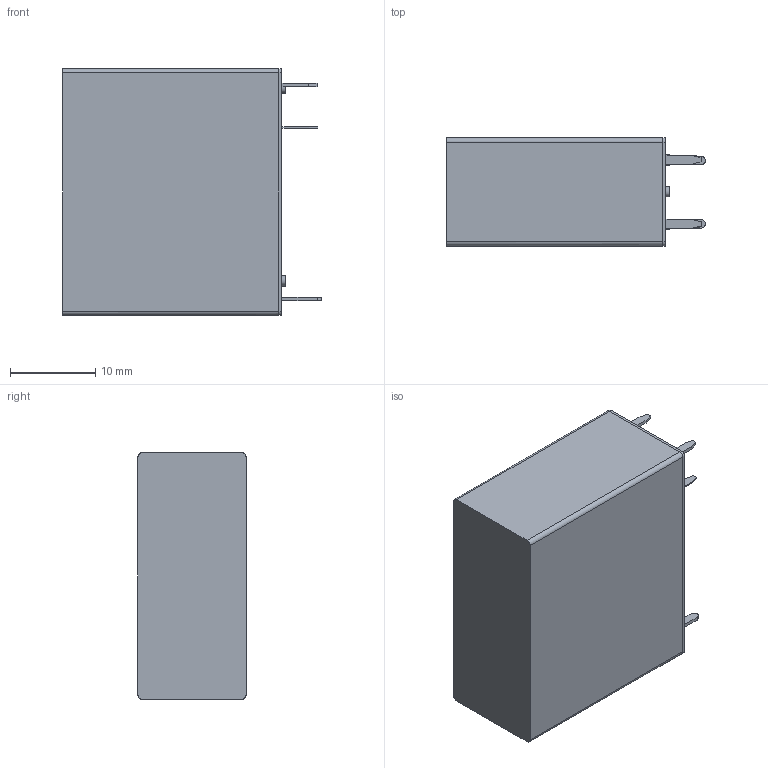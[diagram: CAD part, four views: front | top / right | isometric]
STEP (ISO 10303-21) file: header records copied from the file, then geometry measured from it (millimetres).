
FILE_DESCRIPTION(/* description */ (''),/* implementation_level */ '2;1');
FILE_NAME(/* name */ 'HF140FF-1_stp_stp.prt.stp',/* time_stamp */ '2018-01-11T11:13:03+08:00',/* author */ (''),/* organization */ (''),/* preprocessor_version */ 'ST-DEVELOPER v15',/* originating_system */ 'SIEMENS PLM Software NX 8.5',/* authorisation */ '');
FILE_SCHEMA (('CONFIG_CONTROL_DESIGN'));
Length unit declared in the file: millimetre
Products named in the file (1): HF140FF-1_stp_stp
Bounding box: 30.26 x 12.64 x 28.85 mm (x, y, z)
Volume: 9240.1 mm3; surface area: 2920.4 mm2
Topology: 1 solids, 1 shells, 90 faces, 220 edges, 144 vertices
Faces by surface type: plane 62, cylinder 16, extrusion 4, cone 4, bspline 4
Full cylindrical faces by diameter (mm): 1.2 x3, 4 x1
Entity records: 2754 total; most frequent: CARTESIAN_POINT 565, DIRECTION 426, ORIENTED_EDGE 424, EDGE_CURVE 212, VECTOR 164, LINE 160, VERTEX_POINT 140, AXIS2_PLACEMENT_3D 131
